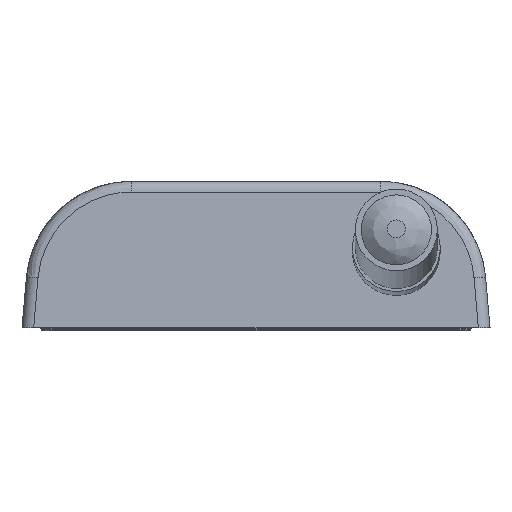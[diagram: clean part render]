
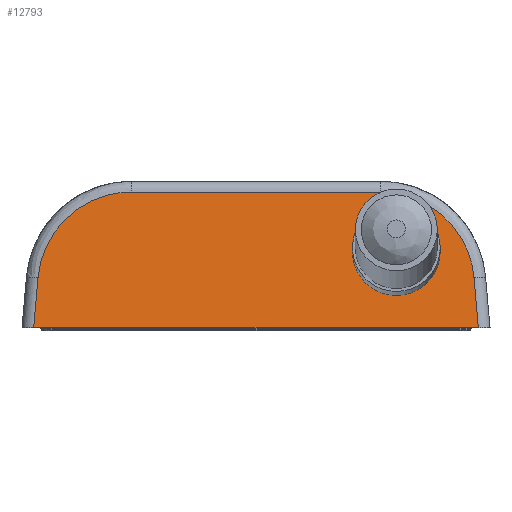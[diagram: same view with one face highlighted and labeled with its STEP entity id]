
A CAD part, left-side view. The second image highlights one B-rep face of the part: STEP entity #12793.
In plain terms, the highlighted face is planar.
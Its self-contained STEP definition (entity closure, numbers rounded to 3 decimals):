
#228=ELLIPSE('',#13744,16.061,16.);
#229=ELLIPSE('',#13745,16.061,16.);
#1334=FACE_BOUND('',#5383,.T.);
#2153=LINE('',#21045,#3236);
#2165=LINE('',#21086,#3248);
#2166=LINE('',#21089,#3249);
#2417=LINE('',#23082,#3500);
#3236=VECTOR('',#15920,10.);
#3248=VECTOR('',#15956,10.);
#3249=VECTOR('',#15959,10.);
#3500=VECTOR('',#16656,10.);
#3978=PLANE('',#13746);
#4631=FACE_OUTER_BOUND('',#5382,.T.);
#5382=EDGE_LOOP('',(#12128,#12129,#12130,#12131,#12132,#12133));
#5383=EDGE_LOOP('',(#12134));
#5605=CIRCLE('',#13431,6.);
#6415=VERTEX_POINT('',#20150);
#6536=VERTEX_POINT('',#21042);
#6537=VERTEX_POINT('',#21044);
#6554=VERTEX_POINT('',#21084);
#6555=VERTEX_POINT('',#21088);
#6823=VERTEX_POINT('',#23079);
#6824=VERTEX_POINT('',#23081);
#7990=EDGE_CURVE('',#6415,#6415,#5605,.T.);
#8147=EDGE_CURVE('',#6536,#6537,#2153,.T.);
#8168=EDGE_CURVE('',#6554,#6536,#2165,.T.);
#8169=EDGE_CURVE('',#6537,#6555,#2166,.T.);
#8593=EDGE_CURVE('',#6823,#6824,#2417,.T.);
#8595=EDGE_CURVE('',#6555,#6823,#228,.T.);
#8596=EDGE_CURVE('',#6824,#6554,#229,.T.);
#12128=ORIENTED_EDGE('',*,*,#8168,.F.);
#12129=ORIENTED_EDGE('',*,*,#8596,.F.);
#12130=ORIENTED_EDGE('',*,*,#8593,.F.);
#12131=ORIENTED_EDGE('',*,*,#8595,.F.);
#12132=ORIENTED_EDGE('',*,*,#8169,.F.);
#12133=ORIENTED_EDGE('',*,*,#8147,.F.);
#12134=ORIENTED_EDGE('',*,*,#7990,.T.);
#12793=ADVANCED_FACE('',(#4631,#1334),#3978,.F.);
#13431=AXIS2_PLACEMENT_3D('',#20151,#15712,#15713);
#13744=AXIS2_PLACEMENT_3D('',#23119,#16659,#16660);
#13745=AXIS2_PLACEMENT_3D('',#23155,#16661,#16662);
#13746=AXIS2_PLACEMENT_3D('',#23156,#16663,#16664);
#15712=DIRECTION('center_axis',(0.,-0.087,0.996));
#15713=DIRECTION('ref_axis',(-1.,0.,0.));
#15920=DIRECTION('',(1.,0.,0.));
#15956=DIRECTION('',(-0.087,-0.992,-0.087));
#15959=DIRECTION('',(-0.087,0.992,0.087));
#16656=DIRECTION('',(-1.,0.,0.));
#16659=DIRECTION('center_axis',(0.,-0.087,0.996));
#16660=DIRECTION('ref_axis',(0.,0.996,0.087));
#16661=DIRECTION('center_axis',(0.,-0.087,0.996));
#16662=DIRECTION('ref_axis',(0.,0.996,0.087));
#16663=DIRECTION('center_axis',(0.,-0.087,0.996));
#16664=DIRECTION('ref_axis',(1.,0.,0.));
#20150=CARTESIAN_POINT('',(22.008,12.976,1.135));
#20151=CARTESIAN_POINT('Origin',(16.008,12.976,1.135));
#21042=CARTESIAN_POINT('',(1.992,0.,0.));
#21044=CARTESIAN_POINT('',(78.008,0.,0.));
#21045=CARTESIAN_POINT('',(0.,0.,0.));
#21084=CARTESIAN_POINT('',(2.742,8.569,0.75));
#21086=CARTESIAN_POINT('',(2.669,7.731,0.676));
#21088=CARTESIAN_POINT('',(77.258,8.569,0.75));
#21089=CARTESIAN_POINT('',(76.25,20.09,1.758));
#23079=CARTESIAN_POINT('',(61.319,23.174,2.027));
#23081=CARTESIAN_POINT('',(18.681,23.174,2.027));
#23082=CARTESIAN_POINT('',(20.,23.174,2.027));
#23119=CARTESIAN_POINT('Origin',(61.319,7.174,0.628));
#23155=CARTESIAN_POINT('Origin',(18.681,7.174,0.628));
#23156=CARTESIAN_POINT('Origin',(40.,12.452,1.089));
